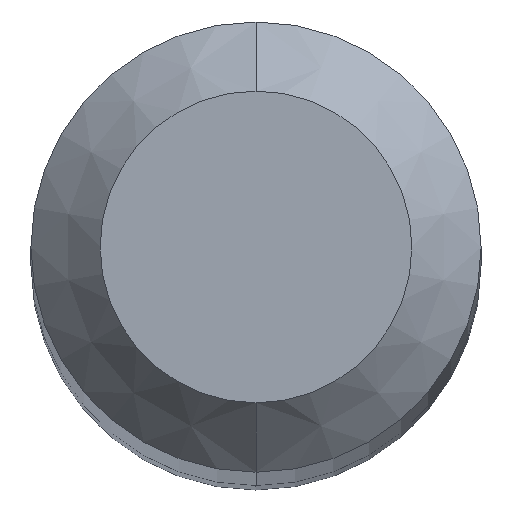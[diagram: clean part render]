
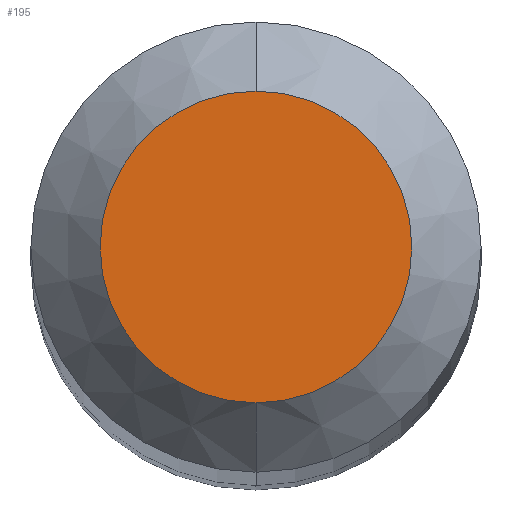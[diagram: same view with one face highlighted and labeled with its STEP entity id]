
A CAD part, top view. The second image highlights one B-rep face of the part: STEP entity #195.
In plain terms, the highlighted planar face has unit normal (0, 0, 1).
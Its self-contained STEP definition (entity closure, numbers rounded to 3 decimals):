
#17 = CARTESIAN_POINT ( 'NONE',  ( 0., 0.45, 30. ) ) ;
#18 = DIRECTION ( 'NONE',  ( 0., 0., -1. ) ) ;
#19 = DIRECTION ( 'NONE',  ( 0., 1., 0. ) ) ;
#24 = CIRCLE ( 'NONE', #138, 0.45 ) ;
#35 = ORIENTED_EDGE ( 'NONE', *, *, #229, .F. ) ;
#40 = PLANE ( 'NONE',  #44 ) ;
#44 = AXIS2_PLACEMENT_3D ( 'NONE', #257, #62, #19 ) ;
#62 = DIRECTION ( 'NONE',  ( 0., 0., -1. ) ) ;
#129 = VERTEX_POINT ( 'NONE', #160 ) ;
#138 = AXIS2_PLACEMENT_3D ( 'NONE', #331, #199, #198 ) ;
#139 = ORIENTED_EDGE ( 'NONE', *, *, #283, .F. ) ;
#153 = EDGE_LOOP ( 'NONE', ( #139, #35 ) ) ;
#155 = AXIS2_PLACEMENT_3D ( 'NONE', #193, #18, #304 ) ;
#160 = CARTESIAN_POINT ( 'NONE',  ( 0., -0.45, 30. ) ) ;
#193 = CARTESIAN_POINT ( 'NONE',  ( 0., 0., 30. ) ) ;
#195 = ADVANCED_FACE ( 'NONE', ( #285 ), #40, .F. ) ;
#198 = DIRECTION ( 'NONE',  ( 0., 1., 0. ) ) ;
#199 = DIRECTION ( 'NONE',  ( 0., 0., -1. ) ) ;
#229 = EDGE_CURVE ( 'NONE', #129, #268, #291, .T. ) ;
#257 = CARTESIAN_POINT ( 'NONE',  ( 0., 0., 30. ) ) ;
#268 = VERTEX_POINT ( 'NONE', #17 ) ;
#283 = EDGE_CURVE ( 'NONE', #268, #129, #24, .T. ) ;
#285 = FACE_OUTER_BOUND ( 'NONE', #153, .T. ) ;
#291 = CIRCLE ( 'NONE', #155, 0.45 ) ;
#304 = DIRECTION ( 'NONE',  ( 0., 1., 0. ) ) ;
#331 = CARTESIAN_POINT ( 'NONE',  ( 0., 0., 30. ) ) ;
